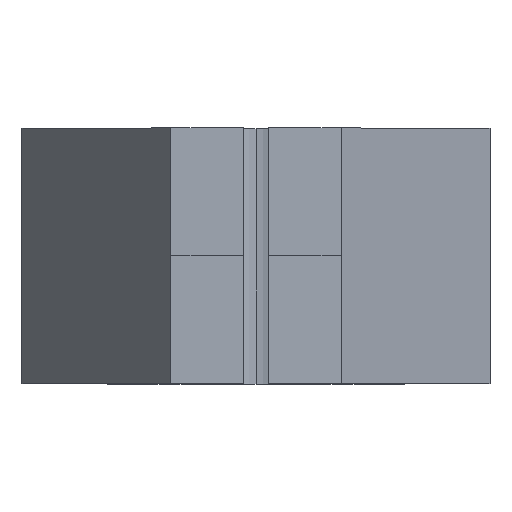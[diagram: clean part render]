
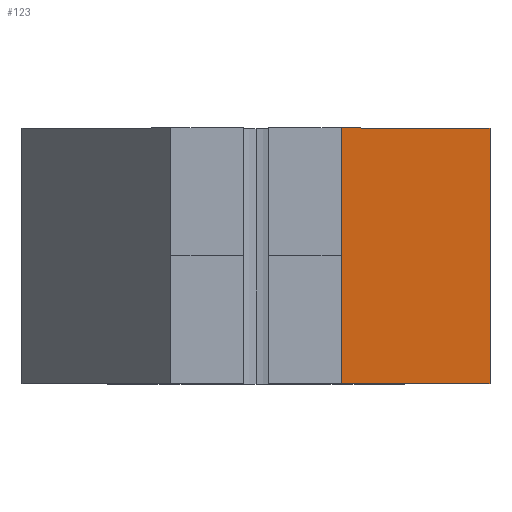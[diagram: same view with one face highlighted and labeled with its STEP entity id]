
A CAD part, top view. The second image highlights one B-rep face of the part: STEP entity #123.
In plain terms, the highlighted planar face has unit normal (0.811, 0, 0.584).
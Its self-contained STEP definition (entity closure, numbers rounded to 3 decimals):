
#19 = VERTEX_POINT ( 'NONE', #856 ) ;
#81 = DIRECTION ( 'NONE',  ( -0.584, 0., 0.811 ) ) ;
#110 = LINE ( 'NONE', #1148, #905 ) ;
#123 = ADVANCED_FACE ( 'NONE', ( #1061 ), #1171, .T. ) ;
#129 = EDGE_CURVE ( 'NONE', #193, #19, #741, .T. ) ;
#153 = ORIENTED_EDGE ( 'NONE', *, *, #129, .T. ) ;
#157 = AXIS2_PLACEMENT_3D ( 'NONE', #540, #1200, #552 ) ;
#193 = VERTEX_POINT ( 'NONE', #764 ) ;
#209 = VECTOR ( 'NONE', #866, 1000. ) ;
#213 = VERTEX_POINT ( 'NONE', #898 ) ;
#262 = LINE ( 'NONE', #1143, #1176 ) ;
#280 = CARTESIAN_POINT ( 'NONE',  ( 10., 30., 27. ) ) ;
#384 = CARTESIAN_POINT ( 'NONE',  ( 19.389, 30., 13.963 ) ) ;
#470 = EDGE_CURVE ( 'NONE', #213, #485, #262, .T. ) ;
#485 = VERTEX_POINT ( 'NONE', #935 ) ;
#487 = EDGE_CURVE ( 'NONE', #485, #19, #110, .T. ) ;
#523 = DIRECTION ( 'NONE',  ( -0.584, 0., 0.811 ) ) ;
#540 = CARTESIAN_POINT ( 'NONE',  ( 19.389, 30., 13.963 ) ) ;
#552 = DIRECTION ( 'NONE',  ( 0.584, 0., -0.811 ) ) ;
#555 = ORIENTED_EDGE ( 'NONE', *, *, #1254, .T. ) ;
#584 = LINE ( 'NONE', #384, #762 ) ;
#741 = LINE ( 'NONE', #280, #209 ) ;
#762 = VECTOR ( 'NONE', #81, 1000. ) ;
#764 = CARTESIAN_POINT ( 'NONE',  ( 10., 30., 27. ) ) ;
#828 = DIRECTION ( 'NONE',  ( 0., -1., 0. ) ) ;
#856 = CARTESIAN_POINT ( 'NONE',  ( 10., 0., 27. ) ) ;
#866 = DIRECTION ( 'NONE',  ( 0., -1., 0. ) ) ;
#898 = CARTESIAN_POINT ( 'NONE',  ( 27.5, 30., 2.7 ) ) ;
#905 = VECTOR ( 'NONE', #523, 1000. ) ;
#935 = CARTESIAN_POINT ( 'NONE',  ( 27.5, 0., 2.7 ) ) ;
#1061 = FACE_OUTER_BOUND ( 'NONE', #1115, .T. ) ;
#1115 = EDGE_LOOP ( 'NONE', ( #1312, #1207, #555, #153 ) ) ;
#1143 = CARTESIAN_POINT ( 'NONE',  ( 27.5, 30., 2.7 ) ) ;
#1148 = CARTESIAN_POINT ( 'NONE',  ( 19.389, 0., 13.963 ) ) ;
#1171 = PLANE ( 'NONE',  #157 ) ;
#1176 = VECTOR ( 'NONE', #828, 1000. ) ;
#1200 = DIRECTION ( 'NONE',  ( 0.811, 0., 0.584 ) ) ;
#1207 = ORIENTED_EDGE ( 'NONE', *, *, #470, .F. ) ;
#1254 = EDGE_CURVE ( 'NONE', #213, #193, #584, .T. ) ;
#1312 = ORIENTED_EDGE ( 'NONE', *, *, #487, .F. ) ;
